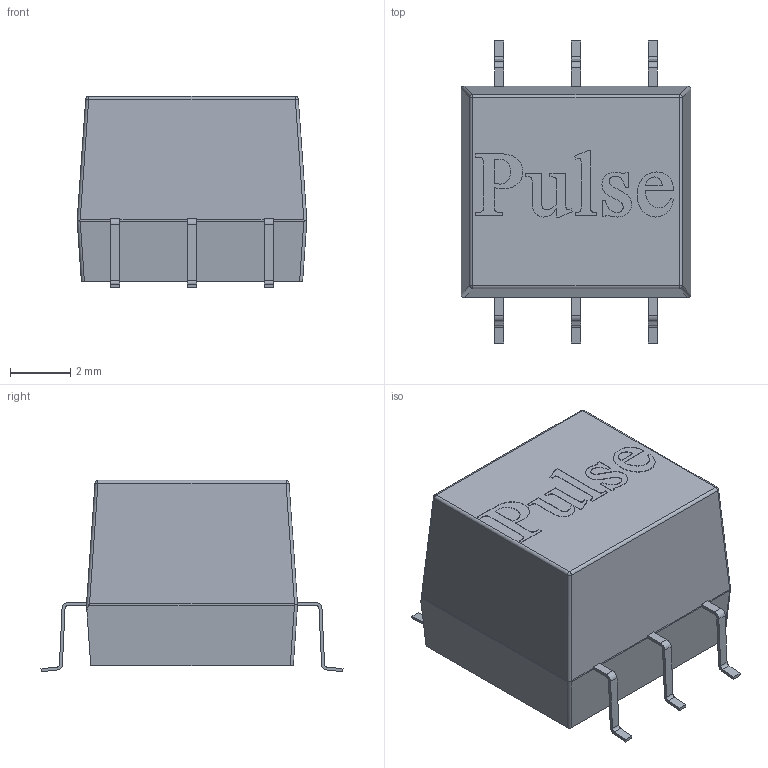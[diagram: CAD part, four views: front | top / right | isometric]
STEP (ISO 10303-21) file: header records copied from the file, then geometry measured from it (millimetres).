
FILE_DESCRIPTION(/* description */ ('Alibre Inc.'),/* implementation_level */ '2;1');
FILE_NAME(/* name */ 'export0',/* time_stamp */ '2012-09-09T11:54:05+03:00',/* author */ (''),/* organization */ (''),/* preprocessor_version */ 'ST-DEVELOPER v14',/* originating_system */ 'Alibre',/* authorisation */ '');
FILE_SCHEMA (('AUTOMOTIVE_DESIGN'));
Length unit declared in the file: centimetre
Bounding box: 7.62 x 10.02 x 6.35 mm (x, y, z)
Volume: 307.7 mm3; surface area: 284 mm2
Topology: 1 solids, 1 shells, 303 faces, 874 edges, 576 vertices
Faces by surface type: bspline 147, plane 116, cylinder 36, sphere 4
Entity records: 10257 total; most frequent: CARTESIAN_POINT 3064, ORIENTED_EDGE 1740, EDGE_CURVE 870, DIRECTION 848, VERTEX_POINT 576, VECTOR 486, LINE 486, EDGE_LOOP 310
